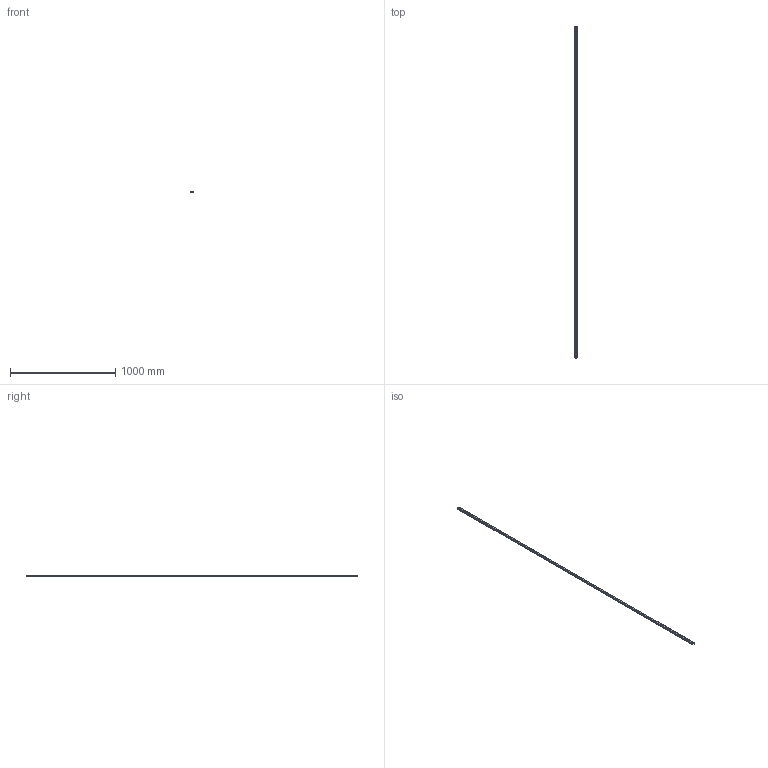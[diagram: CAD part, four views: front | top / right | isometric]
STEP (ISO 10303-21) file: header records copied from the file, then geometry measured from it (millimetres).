
FILE_DESCRIPTION(('STEP AP214'),'1');
FILE_NAME('cctmp_1BC0B7D6-B65D-4F13-97C4-89595A62A378_2021_01_21_15_55_00_0783..stp','2021-01-21T14:55:00',('HIWIN GmbH'),('CADClick - www.CADClick.com'),'Spatial InterOp 3D',' ','unknown authorization');
FILE_SCHEMA(('AUTOMOTIVE_DESIGN'));
Length unit declared in the file: millimetre
Products named in the file (1): HGR20T3160C_FILE
Bounding box: 20 x 3160 x 17.5 mm (x, y, z)
Volume: 933236.9 mm3; surface area: 251875.2 mm2
Topology: 1 solids, 1 shells, 319 faces, 833 edges, 467 vertices
Faces by surface type: cylinder 128, cone 106, plane 85
Entity records: 11529 total; most frequent: DIRECTION 1623, CARTESIAN_POINT 1514, ORIENTED_EDGE 1454, EDGE_CURVE 727, AXIS2_PLACEMENT_3D 576, LINE 471, VECTOR 471, VERTEX_POINT 467
